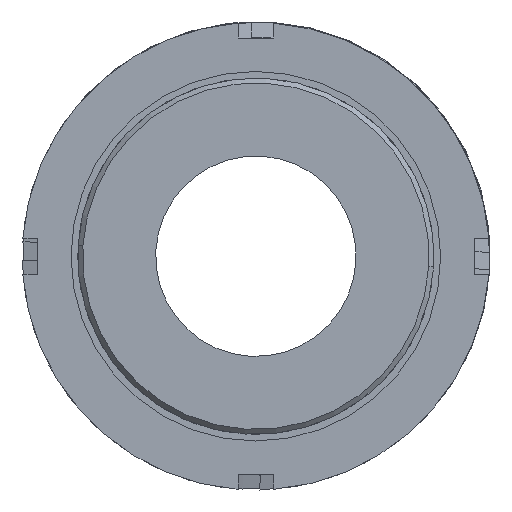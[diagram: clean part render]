
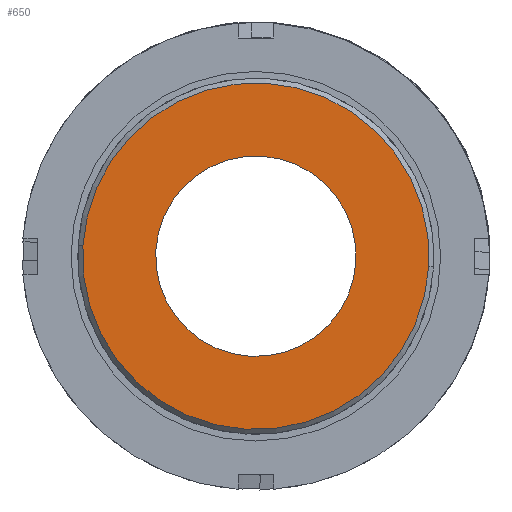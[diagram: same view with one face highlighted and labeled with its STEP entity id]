
A CAD part, front view. The second image highlights one B-rep face of the part: STEP entity #650.
In plain terms, the highlighted planar face has unit normal (0, -1, 0).
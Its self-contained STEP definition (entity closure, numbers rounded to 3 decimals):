
#87 = PLANE ( 'NONE',  #1599 ) ;
#260 = ORIENTED_EDGE ( 'NONE', *, *, #758, .T. ) ;
#317 = ORIENTED_EDGE ( 'NONE', *, *, #2469, .F. ) ;
#340 = DIRECTION ( 'NONE',  ( -1., 0., 0. ) ) ;
#378 = ORIENTED_EDGE ( 'NONE', *, *, #390, .F. ) ;
#390 = EDGE_CURVE ( 'NONE', #528, #2839, #3211, .T. ) ;
#528 = VERTEX_POINT ( 'NONE', #1048 ) ;
#549 = DIRECTION ( 'NONE',  ( 0., 1., 0. ) ) ;
#576 = CARTESIAN_POINT ( 'NONE',  ( -22.5, 26.868, 0. ) ) ;
#603 = CARTESIAN_POINT ( 'NONE',  ( 0., 26.868, 0. ) ) ;
#650 = ADVANCED_FACE ( 'NONE', ( #2065, #1830 ), #87, .F. ) ;
#740 = CARTESIAN_POINT ( 'NONE',  ( 22.5, 26.868, 0. ) ) ;
#758 = EDGE_CURVE ( 'NONE', #1343, #2345, #1666, .T. ) ;
#814 = CARTESIAN_POINT ( 'NONE',  ( 38.9, 26.868, 0. ) ) ;
#869 = DIRECTION ( 'NONE',  ( 0., 1., 0. ) ) ;
#1048 = CARTESIAN_POINT ( 'NONE',  ( -38.9, 26.868, 0. ) ) ;
#1097 = AXIS2_PLACEMENT_3D ( 'NONE', #2796, #549, #1281 ) ;
#1148 = EDGE_LOOP ( 'NONE', ( #378, #317 ) ) ;
#1157 = DIRECTION ( 'NONE',  ( 0., 1., 0. ) ) ;
#1224 = CIRCLE ( 'NONE', #2571, 38.9 ) ;
#1281 = DIRECTION ( 'NONE',  ( -1., 0., 0. ) ) ;
#1343 = VERTEX_POINT ( 'NONE', #740 ) ;
#1382 = CIRCLE ( 'NONE', #1884, 22.5 ) ;
#1398 = CARTESIAN_POINT ( 'NONE',  ( 0., 26.868, 0. ) ) ;
#1507 = DIRECTION ( 'NONE',  ( -1., 0., 0. ) ) ;
#1599 = AXIS2_PLACEMENT_3D ( 'NONE', #1837, #1799, #340 ) ;
#1629 = DIRECTION ( 'NONE',  ( -1., 0., 0. ) ) ;
#1666 = CIRCLE ( 'NONE', #2107, 22.5 ) ;
#1735 = CARTESIAN_POINT ( 'NONE',  ( 0., 26.868, 0. ) ) ;
#1799 = DIRECTION ( 'NONE',  ( 0., 1., 0. ) ) ;
#1830 = FACE_BOUND ( 'NONE', #3094, .T. ) ;
#1837 = CARTESIAN_POINT ( 'NONE',  ( 22.5, 26.868, 0. ) ) ;
#1884 = AXIS2_PLACEMENT_3D ( 'NONE', #1735, #1995, #1507 ) ;
#1995 = DIRECTION ( 'NONE',  ( 0., 1., 0. ) ) ;
#2065 = FACE_OUTER_BOUND ( 'NONE', #1148, .T. ) ;
#2107 = AXIS2_PLACEMENT_3D ( 'NONE', #603, #869, #3109 ) ;
#2345 = VERTEX_POINT ( 'NONE', #576 ) ;
#2414 = ORIENTED_EDGE ( 'NONE', *, *, #2716, .T. ) ;
#2469 = EDGE_CURVE ( 'NONE', #2839, #528, #1224, .T. ) ;
#2571 = AXIS2_PLACEMENT_3D ( 'NONE', #1398, #1157, #1629 ) ;
#2716 = EDGE_CURVE ( 'NONE', #2345, #1343, #1382, .T. ) ;
#2796 = CARTESIAN_POINT ( 'NONE',  ( 0., 26.868, 0. ) ) ;
#2839 = VERTEX_POINT ( 'NONE', #814 ) ;
#3094 = EDGE_LOOP ( 'NONE', ( #2414, #260 ) ) ;
#3109 = DIRECTION ( 'NONE',  ( -1., 0., 0. ) ) ;
#3211 = CIRCLE ( 'NONE', #1097, 38.9 ) ;
